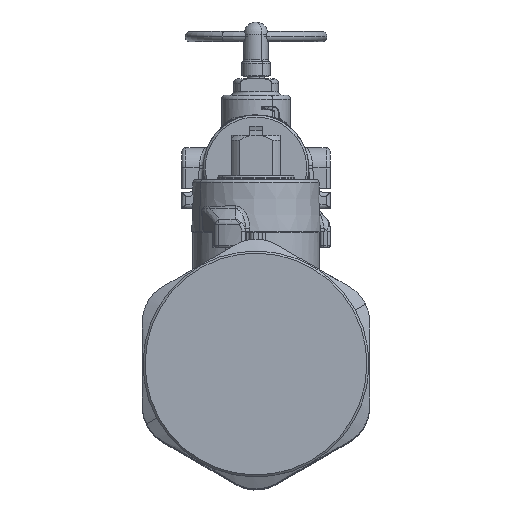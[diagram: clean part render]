
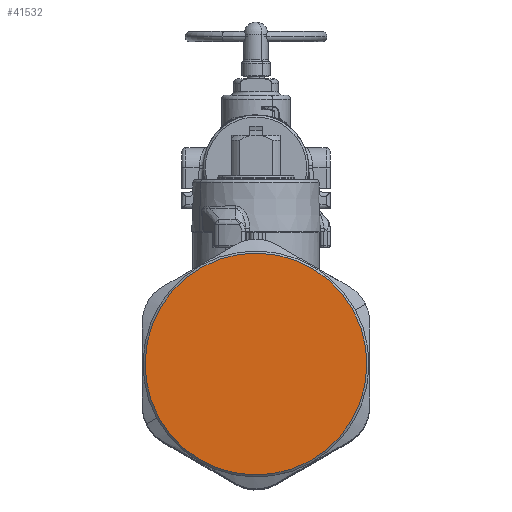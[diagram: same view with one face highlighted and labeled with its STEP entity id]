
A CAD part, top view. The second image highlights one B-rep face of the part: STEP entity #41532.
In plain terms, the highlighted planar face has unit normal (0, 0, 1).
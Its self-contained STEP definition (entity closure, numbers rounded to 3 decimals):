
#62=CARTESIAN_POINT('Vertex',(24.002,-106.186,28.03)) ;
#65=CARTESIAN_POINT('Axis2P3D Location',(0.,-119.298,28.03)) ;
#69=CARTESIAN_POINT('Vertex',(-24.002,-132.41,28.03)) ;
#91=CARTESIAN_POINT('Axis2P3D Location',(0.,-119.298,28.03)) ;
#41523=CARTESIAN_POINT('Axis2P3D Location',(0.,-119.298,28.03)) ;
#66=DIRECTION('Axis2P3D Direction',(0.,0.,-1.)) ;
#92=DIRECTION('Axis2P3D Direction',(0.,0.,-1.)) ;
#41524=DIRECTION('Axis2P3D Direction',(0.,0.,1.)) ;
#41525=DIRECTION('Axis2P3D XDirection',(1.,0.,0.)) ;
#67=AXIS2_PLACEMENT_3D('Circle Axis2P3D',#65,#66,$) ;
#93=AXIS2_PLACEMENT_3D('Circle Axis2P3D',#91,#92,$) ;
#41526=AXIS2_PLACEMENT_3D('Plane Axis2P3D',#41523,#41524,#41525) ;
#41529=ORIENTED_EDGE('',*,*,#71,.T.) ;
#41530=ORIENTED_EDGE('',*,*,#95,.T.) ;
#41532=ADVANCED_FACE('PartBody',(#41531),#41527,.T.) ;
#68=CIRCLE('generated circle',#67,27.35) ;
#94=CIRCLE('generated circle',#93,27.35) ;
#71=EDGE_CURVE('',#70,#63,#68,.F.) ;
#95=EDGE_CURVE('',#63,#70,#94,.F.) ;
#41528=EDGE_LOOP('',(#41529,#41530)) ;
#41531=FACE_OUTER_BOUND('',#41528,.T.) ;
#41527=PLANE('',#41526) ;
#63=VERTEX_POINT('',#62) ;
#70=VERTEX_POINT('',#69) ;
